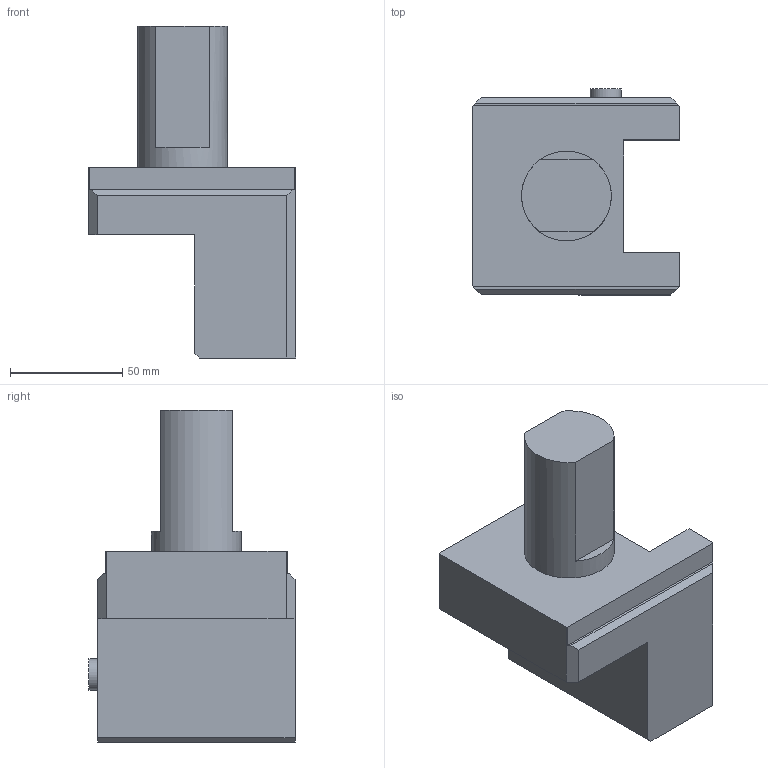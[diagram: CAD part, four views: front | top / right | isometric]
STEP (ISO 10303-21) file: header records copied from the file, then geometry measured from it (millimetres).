
FILE_DESCRIPTION(/* description */ (''),/* implementation_level */ '2;1');
FILE_NAME(/* name */ 'ASHN-VDI40-25-JETI.stp',/* time_stamp */ '2017-10-25T16:04:22+06:00',/* author */ (''),/* organization */ (''),/* preprocessor_version */ 'ST-DEVELOPER v15',/* originating_system */ 'SIEMENS PLM Software NX 8.5',/* authorisation */ '');
FILE_SCHEMA (('AUTOMOTIVE_DESIGN { 1 0 10303 214 3 1 1 1 }'));
Length unit declared in the file: millimetre
Products named in the file (1): inpu29BC551Ddd8d
Bounding box: 92.5 x 91.85 x 148 mm (x, y, z)
Volume: 419733 mm3; surface area: 52873.5 mm2
Topology: 2 solids, 2 shells, 32 faces, 82 edges, 56 vertices
Faces by surface type: plane 30, cylinder 2
Full cylindrical faces by diameter (mm): 14 x1, 40 x1
Entity records: 988 total; most frequent: CARTESIAN_POINT 166, ORIENTED_EDGE 156, DIRECTION 153, EDGE_CURVE 78, LINE 71, VECTOR 71, VERTEX_POINT 53, AXIS2_PLACEMENT_3D 41
